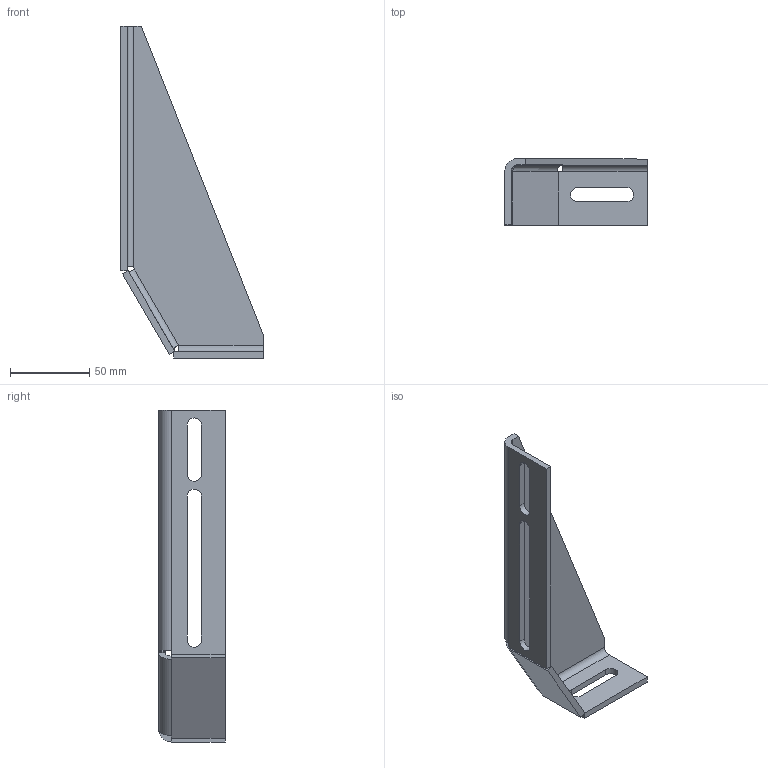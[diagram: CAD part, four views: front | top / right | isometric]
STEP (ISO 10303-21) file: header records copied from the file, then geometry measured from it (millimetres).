
FILE_DESCRIPTION (( 'STEP AP203' ), '1' );
FILE_NAME ('412146848_c_1.STEP', '2022-10-03T14:46:59', ( '' ), ( '' ), 'SwSTEP 2.0', 'SolidWorks 2014', '' );
FILE_SCHEMA (( 'CONFIG_CONTROL_DESIGN' ));
Length unit declared in the file: millimetre
Products named in the file (1): 412146848_c_1
Bounding box: 90 x 42 x 210 mm (x, y, z)
Volume: 73722.1 mm3; surface area: 41470 mm2
Topology: 1 solids, 1 shells, 49 faces, 131 edges, 82 vertices
Faces by surface type: plane 35, cylinder 14
Entity records: 1598 total; most frequent: CARTESIAN_POINT 263, ORIENTED_EDGE 262, DIRECTION 259, EDGE_CURVE 131, LINE 103, VECTOR 103, VERTEX_POINT 82, AXIS2_PLACEMENT_3D 78
